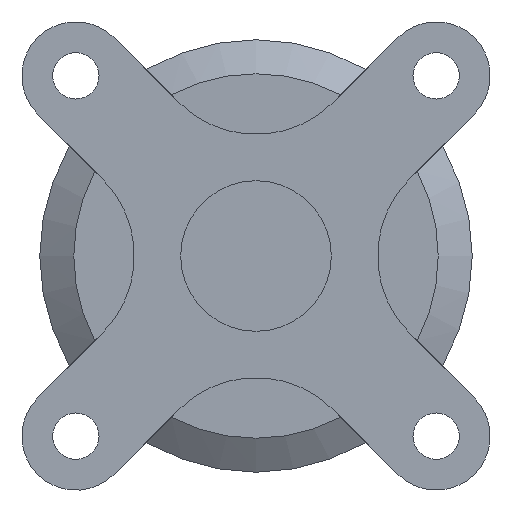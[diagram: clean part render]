
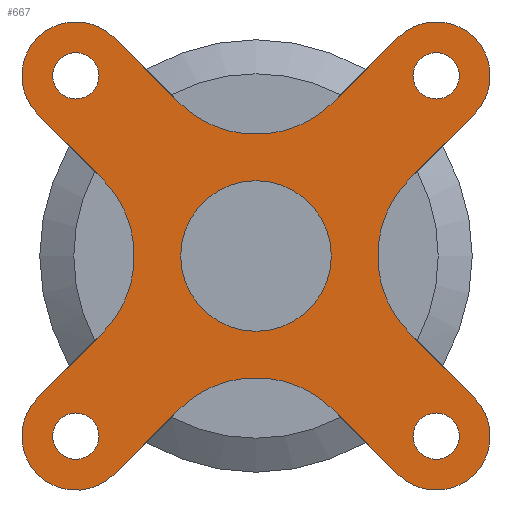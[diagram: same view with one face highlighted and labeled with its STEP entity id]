
A CAD part, front view. The second image highlights one B-rep face of the part: STEP entity #667.
In plain terms, the highlighted planar face has unit normal (0, -1, 0).
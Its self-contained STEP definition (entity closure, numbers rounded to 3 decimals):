
#49=FACE_BOUND('',#125,.T.);
#50=FACE_BOUND('',#126,.T.);
#51=FACE_BOUND('',#127,.T.);
#52=FACE_BOUND('',#128,.T.);
#53=FACE_BOUND('',#129,.T.);
#81=FACE_OUTER_BOUND('',#124,.T.);
#124=EDGE_LOOP('',(#549,#550,#551,#552,#553,#554,#555,#556,#557,#558,#559,
#560,#561,#562,#563,#564));
#125=EDGE_LOOP('',(#565));
#126=EDGE_LOOP('',(#566));
#127=EDGE_LOOP('',(#567));
#128=EDGE_LOOP('',(#568));
#129=EDGE_LOOP('',(#569));
#156=LINE('',#1051,#206);
#161=LINE('',#1064,#211);
#166=LINE('',#1078,#216);
#171=LINE('',#1092,#221);
#175=LINE('',#1101,#225);
#179=LINE('',#1113,#229);
#183=LINE('',#1122,#233);
#187=LINE('',#1134,#237);
#206=VECTOR('',#839,10.);
#211=VECTOR('',#852,10.);
#216=VECTOR('',#865,10.);
#221=VECTOR('',#878,10.);
#225=VECTOR('',#888,10.);
#229=VECTOR('',#900,10.);
#233=VECTOR('',#910,10.);
#237=VECTOR('',#922,10.);
#255=CIRCLE('',#709,1.5);
#256=CIRCLE('',#711,1.5);
#257=CIRCLE('',#713,1.5);
#258=CIRCLE('',#715,1.5);
#260=CIRCLE('',#718,4.875);
#261=CIRCLE('',#721,7.062);
#263=CIRCLE('',#725,3.5);
#265=CIRCLE('',#729,7.062);
#267=CIRCLE('',#733,3.5);
#268=CIRCLE('',#736,7.062);
#270=CIRCLE('',#740,3.5);
#271=CIRCLE('',#743,7.062);
#273=CIRCLE('',#747,3.5);
#303=VERTEX_POINT('',#1027);
#304=VERTEX_POINT('',#1031);
#305=VERTEX_POINT('',#1035);
#306=VERTEX_POINT('',#1039);
#308=VERTEX_POINT('',#1045);
#309=VERTEX_POINT('',#1049);
#310=VERTEX_POINT('',#1050);
#312=VERTEX_POINT('',#1057);
#314=VERTEX_POINT('',#1063);
#317=VERTEX_POINT('',#1071);
#319=VERTEX_POINT('',#1077);
#322=VERTEX_POINT('',#1085);
#324=VERTEX_POINT('',#1091);
#325=VERTEX_POINT('',#1096);
#326=VERTEX_POINT('',#1100);
#328=VERTEX_POINT('',#1106);
#330=VERTEX_POINT('',#1112);
#331=VERTEX_POINT('',#1117);
#332=VERTEX_POINT('',#1121);
#334=VERTEX_POINT('',#1127);
#336=VERTEX_POINT('',#1133);
#362=EDGE_CURVE('',#303,#303,#255,.T.);
#364=EDGE_CURVE('',#304,#304,#256,.T.);
#366=EDGE_CURVE('',#305,#305,#257,.T.);
#368=EDGE_CURVE('',#306,#306,#258,.T.);
#371=EDGE_CURVE('',#308,#308,#260,.T.);
#372=EDGE_CURVE('',#309,#310,#156,.T.);
#376=EDGE_CURVE('',#309,#312,#261,.T.);
#379=EDGE_CURVE('',#312,#314,#161,.T.);
#383=EDGE_CURVE('',#317,#314,#263,.T.);
#386=EDGE_CURVE('',#317,#319,#166,.T.);
#390=EDGE_CURVE('',#319,#322,#265,.T.);
#393=EDGE_CURVE('',#324,#322,#171,.T.);
#396=EDGE_CURVE('',#325,#324,#267,.T.);
#398=EDGE_CURVE('',#325,#326,#175,.T.);
#401=EDGE_CURVE('',#326,#328,#268,.T.);
#404=EDGE_CURVE('',#328,#330,#179,.T.);
#407=EDGE_CURVE('',#331,#330,#270,.T.);
#409=EDGE_CURVE('',#331,#332,#183,.T.);
#412=EDGE_CURVE('',#332,#334,#271,.T.);
#415=EDGE_CURVE('',#334,#336,#187,.T.);
#418=EDGE_CURVE('',#310,#336,#273,.T.);
#549=ORIENTED_EDGE('',*,*,#418,.F.);
#550=ORIENTED_EDGE('',*,*,#372,.F.);
#551=ORIENTED_EDGE('',*,*,#376,.T.);
#552=ORIENTED_EDGE('',*,*,#379,.T.);
#553=ORIENTED_EDGE('',*,*,#383,.F.);
#554=ORIENTED_EDGE('',*,*,#386,.T.);
#555=ORIENTED_EDGE('',*,*,#390,.T.);
#556=ORIENTED_EDGE('',*,*,#393,.F.);
#557=ORIENTED_EDGE('',*,*,#396,.F.);
#558=ORIENTED_EDGE('',*,*,#398,.T.);
#559=ORIENTED_EDGE('',*,*,#401,.T.);
#560=ORIENTED_EDGE('',*,*,#404,.T.);
#561=ORIENTED_EDGE('',*,*,#407,.F.);
#562=ORIENTED_EDGE('',*,*,#409,.T.);
#563=ORIENTED_EDGE('',*,*,#412,.T.);
#564=ORIENTED_EDGE('',*,*,#415,.T.);
#565=ORIENTED_EDGE('',*,*,#371,.F.);
#566=ORIENTED_EDGE('',*,*,#368,.F.);
#567=ORIENTED_EDGE('',*,*,#366,.F.);
#568=ORIENTED_EDGE('',*,*,#364,.F.);
#569=ORIENTED_EDGE('',*,*,#362,.F.);
#633=PLANE('',#750);
#667=ADVANCED_FACE('',(#81,#49,#50,#51,#52,#53),#633,.F.);
#709=AXIS2_PLACEMENT_3D('',#1029,#813,#814);
#711=AXIS2_PLACEMENT_3D('',#1033,#818,#819);
#713=AXIS2_PLACEMENT_3D('',#1037,#823,#824);
#715=AXIS2_PLACEMENT_3D('',#1041,#828,#829);
#718=AXIS2_PLACEMENT_3D('',#1047,#835,#836);
#721=AXIS2_PLACEMENT_3D('',#1058,#845,#846);
#725=AXIS2_PLACEMENT_3D('',#1072,#858,#859);
#729=AXIS2_PLACEMENT_3D('',#1086,#871,#872);
#733=AXIS2_PLACEMENT_3D('',#1097,#883,#884);
#736=AXIS2_PLACEMENT_3D('',#1107,#893,#894);
#740=AXIS2_PLACEMENT_3D('',#1118,#905,#906);
#743=AXIS2_PLACEMENT_3D('',#1128,#915,#916);
#747=AXIS2_PLACEMENT_3D('',#1138,#927,#928);
#750=AXIS2_PLACEMENT_3D('',#1141,#933,#934);
#813=DIRECTION('center_axis',(0.,-1.,0.));
#814=DIRECTION('ref_axis',(-1.,0.,0.));
#818=DIRECTION('center_axis',(0.,-1.,0.));
#819=DIRECTION('ref_axis',(0.,0.,1.));
#823=DIRECTION('center_axis',(0.,-1.,0.));
#824=DIRECTION('ref_axis',(0.,0.,-1.));
#828=DIRECTION('center_axis',(0.,-1.,0.));
#829=DIRECTION('ref_axis',(1.,0.,0.));
#835=DIRECTION('center_axis',(0.,-1.,0.));
#836=DIRECTION('ref_axis',(1.,0.,0.));
#839=DIRECTION('',(0.707,0.,-0.707));
#845=DIRECTION('center_axis',(0.,1.,0.));
#846=DIRECTION('ref_axis',(-0.707,0.,-0.707));
#852=DIRECTION('',(0.707,0.,0.707));
#858=DIRECTION('center_axis',(0.,1.,0.));
#859=DIRECTION('ref_axis',(-1.,0.,0.));
#865=DIRECTION('',(-0.707,0.,-0.707));
#871=DIRECTION('center_axis',(0.,1.,0.));
#872=DIRECTION('ref_axis',(0.707,0.,-0.707));
#878=DIRECTION('',(0.707,0.,-0.707));
#883=DIRECTION('center_axis',(0.,1.,0.));
#884=DIRECTION('ref_axis',(0.,0.,-1.));
#888=DIRECTION('',(0.707,0.,-0.707));
#893=DIRECTION('center_axis',(0.,1.,0.));
#894=DIRECTION('ref_axis',(0.707,0.,0.707));
#900=DIRECTION('',(-0.707,0.,-0.707));
#905=DIRECTION('center_axis',(0.,1.,0.));
#906=DIRECTION('ref_axis',(1.,0.,0.));
#910=DIRECTION('',(0.707,0.,0.707));
#915=DIRECTION('center_axis',(0.,1.,0.));
#916=DIRECTION('ref_axis',(-0.707,0.,0.707));
#922=DIRECTION('',(0.707,0.,-0.707));
#927=DIRECTION('center_axis',(0.,1.,0.));
#928=DIRECTION('ref_axis',(0.,0.,1.));
#933=DIRECTION('center_axis',(0.,1.,0.));
#934=DIRECTION('ref_axis',(1.,0.,0.));
#1027=CARTESIAN_POINT('',(13.167,0.,11.667));
#1029=CARTESIAN_POINT('Origin',(11.667,0.,11.667));
#1031=CARTESIAN_POINT('',(11.667,0.,-13.167));
#1033=CARTESIAN_POINT('Origin',(11.667,0.,-11.667));
#1035=CARTESIAN_POINT('',(-11.667,0.,13.167));
#1037=CARTESIAN_POINT('Origin',(-11.667,0.,11.667));
#1039=CARTESIAN_POINT('',(-13.167,0.,-11.667));
#1041=CARTESIAN_POINT('Origin',(-11.667,0.,-11.667));
#1045=CARTESIAN_POINT('',(-4.875,0.,0.));
#1047=CARTESIAN_POINT('Origin',(0.,0.,0.));
#1049=CARTESIAN_POINT('',(9.943,0.,-4.994));
#1050=CARTESIAN_POINT('',(14.142,0.,-9.192));
#1051=CARTESIAN_POINT('',(-9.192,0.,14.142));
#1057=CARTESIAN_POINT('',(9.943,0.,4.994));
#1058=CARTESIAN_POINT('Origin',(14.937,0.,0.));
#1063=CARTESIAN_POINT('',(14.142,0.,9.192));
#1064=CARTESIAN_POINT('',(-9.192,0.,-14.142));
#1071=CARTESIAN_POINT('',(9.192,0.,14.142));
#1072=CARTESIAN_POINT('Origin',(11.667,0.,11.667));
#1077=CARTESIAN_POINT('',(4.994,0.,9.943));
#1078=CARTESIAN_POINT('',(9.192,0.,14.142));
#1085=CARTESIAN_POINT('',(-4.994,0.,9.943));
#1086=CARTESIAN_POINT('Origin',(0.,0.,14.937));
#1091=CARTESIAN_POINT('',(-9.192,0.,14.142));
#1092=CARTESIAN_POINT('',(-9.192,0.,14.142));
#1096=CARTESIAN_POINT('',(-14.142,0.,9.192));
#1097=CARTESIAN_POINT('Origin',(-11.667,0.,11.667));
#1100=CARTESIAN_POINT('',(-9.943,0.,4.994));
#1101=CARTESIAN_POINT('',(-14.142,0.,9.192));
#1106=CARTESIAN_POINT('',(-9.943,0.,-4.994));
#1107=CARTESIAN_POINT('Origin',(-14.937,0.,0.));
#1112=CARTESIAN_POINT('',(-14.142,0.,-9.192));
#1113=CARTESIAN_POINT('',(9.192,0.,14.142));
#1117=CARTESIAN_POINT('',(-9.192,0.,-14.142));
#1118=CARTESIAN_POINT('Origin',(-11.667,0.,-11.667));
#1121=CARTESIAN_POINT('',(-4.994,0.,-9.943));
#1122=CARTESIAN_POINT('',(-9.192,0.,-14.142));
#1127=CARTESIAN_POINT('',(4.994,0.,-9.943));
#1128=CARTESIAN_POINT('Origin',(0.,0.,-14.937));
#1133=CARTESIAN_POINT('',(9.192,0.,-14.142));
#1134=CARTESIAN_POINT('',(-14.142,0.,9.192));
#1138=CARTESIAN_POINT('Origin',(11.667,0.,-11.667));
#1141=CARTESIAN_POINT('Origin',(0.,0.,0.));
